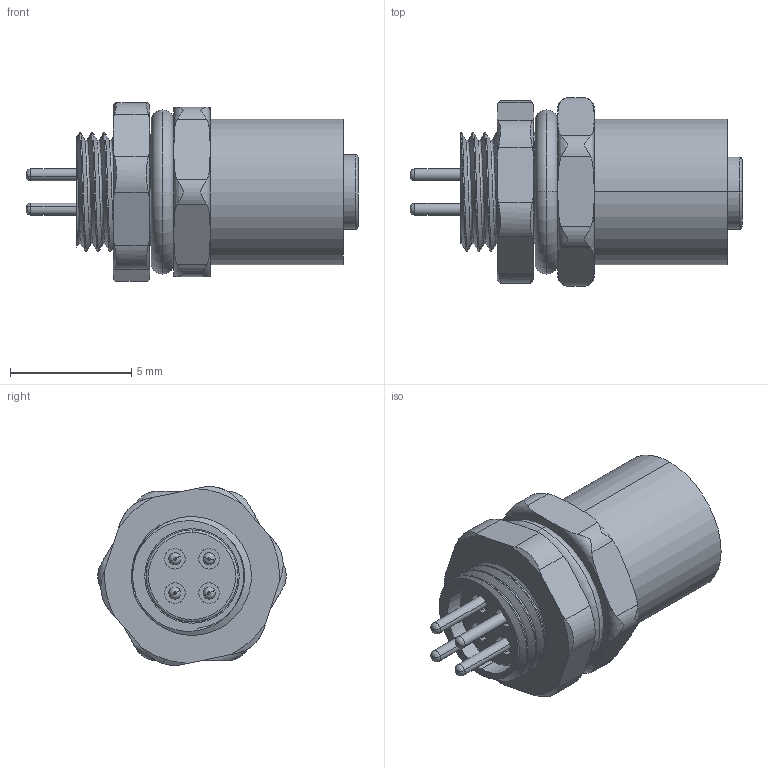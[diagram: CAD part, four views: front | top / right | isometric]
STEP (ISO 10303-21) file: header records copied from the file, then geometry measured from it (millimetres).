
FILE_DESCRIPTION (( 'STEP AP203' ), '1' );
FILE_NAME ('54-00106_revA.STEP', '2018-08-23T16:39:44', ( '' ), ( '' ), 'SwSTEP 2.0', 'SolidWorks 2015', '' );
FILE_SCHEMA (( 'CONFIG_CONTROL_DESIGN' ));
Length unit declared in the file: millimetre
Products named in the file (8): M5Female_socket_PCB; M5nut; M5Female_panel mount threads; 54-00106_revA; M5F4P_PCB; M5_oring_small; M5F4P_PCB_Short; M5_oring_large
Assembly tree (10 placements, depth 3):
  54-00106_revA
    M5Female_panel mount threads
    M5nut
    M5_oring_large
    M5_oring_small
    M5F4P_PCB
      M5F4P_PCB_Short
      M5Female_socket_PCB  x4
Bounding box: 13.7 x 7.77 x 7.38 mm (x, y, z)
Volume: 278 mm3; surface area: 1103 mm2
Topology: 9 solids, 9 shells, 263 faces, 653 edges, 418 vertices
Faces by surface type: cylinder 125, plane 67, torus 32, cone 30, bspline 9
Entity records: 11163 total; most frequent: CARTESIAN_POINT 5825, ORIENTED_EDGE 1006, DIRECTION 858, EDGE_CURVE 503, AXIS2_PLACEMENT_3D 359, VERTEX_POINT 328, EDGE_LOOP 217, ADVANCED_FACE 194
